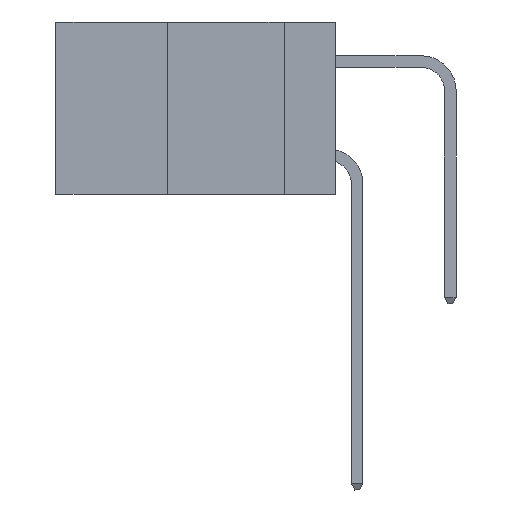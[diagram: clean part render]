
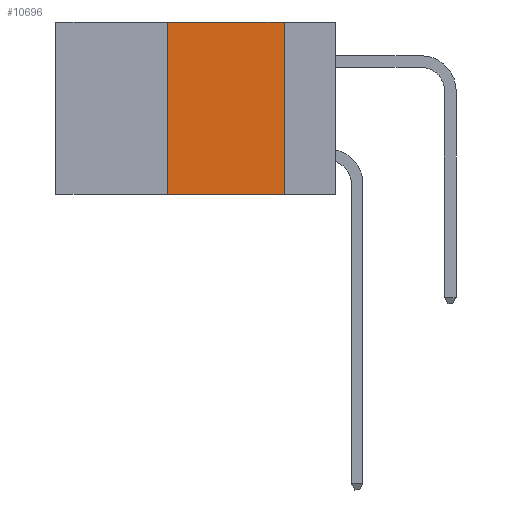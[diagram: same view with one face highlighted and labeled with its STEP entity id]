
A CAD part, left-side view. The second image highlights one B-rep face of the part: STEP entity #10696.
In plain terms, the highlighted planar face has unit normal (-1, 0, 0).
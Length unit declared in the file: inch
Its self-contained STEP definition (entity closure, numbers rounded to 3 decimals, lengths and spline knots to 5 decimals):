
#194 = LINE ( 'NONE', #7211, #1214 ) ;
#252 = CARTESIAN_POINT ( 'NONE',  ( 0., 0.11, -0.37 ) ) ;
#369 = ORIENTED_EDGE ( 'NONE', *, *, #1933, .F. ) ;
#809 = FACE_OUTER_BOUND ( 'NONE', #3991, .T. ) ;
#959 = VERTEX_POINT ( 'NONE', #5315 ) ;
#1214 = VECTOR ( 'NONE', #3321, 39.37008 ) ;
#1338 = ORIENTED_EDGE ( 'NONE', *, *, #14234, .F. ) ;
#1618 = EDGE_CURVE ( 'NONE', #15714, #15183, #5704, .T. ) ;
#1933 = EDGE_CURVE ( 'NONE', #959, #15183, #15388, .T. ) ;
#3090 = DIRECTION ( 'NONE',  ( 1., 0., 0. ) ) ;
#3295 = ORIENTED_EDGE ( 'NONE', *, *, #1618, .T. ) ;
#3321 = DIRECTION ( 'NONE',  ( 0., -1., 0. ) ) ;
#3705 = VECTOR ( 'NONE', #14260, 39.37008 ) ;
#3991 = EDGE_LOOP ( 'NONE', ( #369, #10811, #1338, #3295 ) ) ;
#4205 = DIRECTION ( 'NONE',  ( 0., 0., -1. ) ) ;
#5220 = CARTESIAN_POINT ( 'NONE',  ( 0., 0.36, 0. ) ) ;
#5315 = CARTESIAN_POINT ( 'NONE',  ( 0., 0.11, 0. ) ) ;
#5471 = PLANE ( 'NONE',  #11141 ) ;
#5704 = LINE ( 'NONE', #7151, #15789 ) ;
#6236 = CARTESIAN_POINT ( 'NONE',  ( 0., 0.36, 0. ) ) ;
#7151 = CARTESIAN_POINT ( 'NONE',  ( 0., 0.6, -0.37 ) ) ;
#7211 = CARTESIAN_POINT ( 'NONE',  ( 0., 0.6, 0. ) ) ;
#8289 = LINE ( 'NONE', #6236, #3705 ) ;
#8603 = DIRECTION ( 'NONE',  ( 0., 0., -1. ) ) ;
#8877 = CARTESIAN_POINT ( 'NONE',  ( 0., 0.36, -0.37 ) ) ;
#10007 = CARTESIAN_POINT ( 'NONE',  ( 0., 0.6, 0. ) ) ;
#10696 = ADVANCED_FACE ( 'NONE', ( #809 ), #5471, .F. ) ;
#10802 = EDGE_CURVE ( 'NONE', #15018, #959, #194, .T. ) ;
#10811 = ORIENTED_EDGE ( 'NONE', *, *, #10802, .F. ) ;
#10883 = CARTESIAN_POINT ( 'NONE',  ( 0., 0.11, 0. ) ) ;
#11141 = AXIS2_PLACEMENT_3D ( 'NONE', #10007, #3090, #8603 ) ;
#14234 = EDGE_CURVE ( 'NONE', #15714, #15018, #8289, .T. ) ;
#14260 = DIRECTION ( 'NONE',  ( 0., 0., 1. ) ) ;
#15018 = VERTEX_POINT ( 'NONE', #5220 ) ;
#15099 = DIRECTION ( 'NONE',  ( 0., -1., 0. ) ) ;
#15183 = VERTEX_POINT ( 'NONE', #252 ) ;
#15388 = LINE ( 'NONE', #10883, #16609 ) ;
#15714 = VERTEX_POINT ( 'NONE', #8877 ) ;
#15789 = VECTOR ( 'NONE', #15099, 39.37008 ) ;
#16609 = VECTOR ( 'NONE', #4205, 39.37008 ) ;
